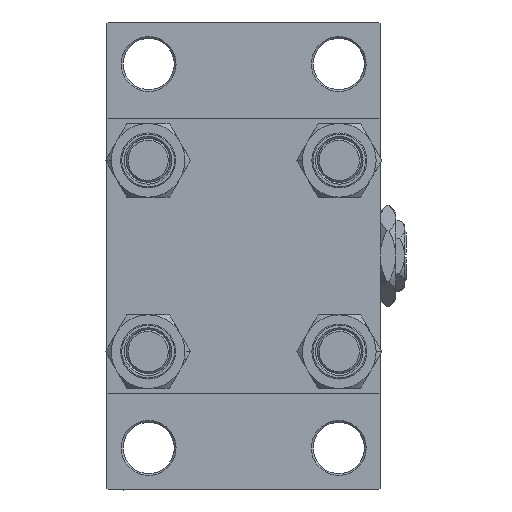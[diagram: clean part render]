
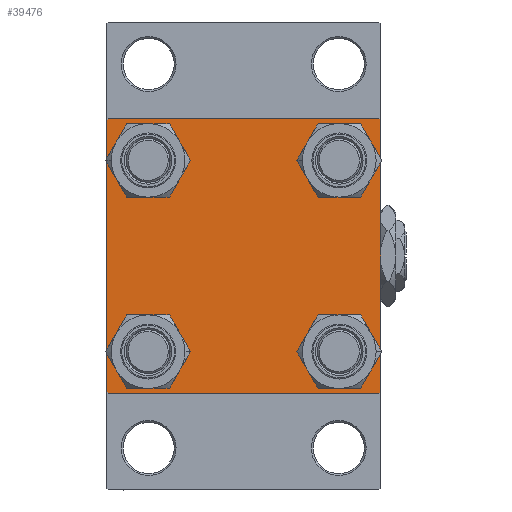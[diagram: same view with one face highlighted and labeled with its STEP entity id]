
A CAD part, left-side view. The second image highlights one B-rep face of the part: STEP entity #39476.
In plain terms, the highlighted planar face has unit normal (-1, 0, 0).
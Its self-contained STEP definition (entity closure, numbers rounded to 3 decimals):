
#3 = DIRECTION ( 'NONE',  ( 0., -1., 0. ) ) ;
#499 = LINE ( 'NONE', #7769, #36634 ) ;
#784 = ORIENTED_EDGE ( 'NONE', *, *, #41487, .T. ) ;
#999 = CARTESIAN_POINT ( 'NONE',  ( 0., -26.15, -32.65 ) ) ;
#1355 = DIRECTION ( 'NONE',  ( 1., 0., 0. ) ) ;
#1371 = CIRCLE ( 'NONE', #2179, 6.5 ) ;
#2179 = AXIS2_PLACEMENT_3D ( 'NONE', #7294, #14825, #15557 ) ;
#2221 = CARTESIAN_POINT ( 'NONE',  ( 0., 37.5, -37. ) ) ;
#2398 = CARTESIAN_POINT ( 'NONE',  ( 0., -26.15, 26.15 ) ) ;
#2845 = VERTEX_POINT ( 'NONE', #17351 ) ;
#3101 = EDGE_LOOP ( 'NONE', ( #42268, #49451 ) ) ;
#3130 = CARTESIAN_POINT ( 'NONE',  ( 0., 37., -37.5 ) ) ;
#3271 = EDGE_LOOP ( 'NONE', ( #15275, #26565 ) ) ;
#3477 = CARTESIAN_POINT ( 'NONE',  ( 0., -26.15, 32.65 ) ) ;
#3983 = VERTEX_POINT ( 'NONE', #3130 ) ;
#4069 = DIRECTION ( 'NONE',  ( 0., 0., 1. ) ) ;
#4199 = DIRECTION ( 'NONE',  ( 0., -1., 0. ) ) ;
#4418 = CARTESIAN_POINT ( 'NONE',  ( 0., -37.25, -37.25 ) ) ;
#4447 = EDGE_CURVE ( 'NONE', #2845, #48989, #4547, .T. ) ;
#4547 = LINE ( 'NONE', #31361, #22627 ) ;
#4644 = DIRECTION ( 'NONE',  ( 1., 0., 0. ) ) ;
#5158 = VERTEX_POINT ( 'NONE', #38131 ) ;
#5351 = CARTESIAN_POINT ( 'NONE',  ( 0., 26.15, 26.15 ) ) ;
#5905 = FACE_OUTER_BOUND ( 'NONE', #40514, .T. ) ;
#6078 = VECTOR ( 'NONE', #3, 1000. ) ;
#6391 = VERTEX_POINT ( 'NONE', #36413 ) ;
#6403 = DIRECTION ( 'NONE',  ( 0., 0., 1. ) ) ;
#6966 = VERTEX_POINT ( 'NONE', #999 ) ;
#7193 = EDGE_LOOP ( 'NONE', ( #7725, #45631 ) ) ;
#7229 = ORIENTED_EDGE ( 'NONE', *, *, #40333, .T. ) ;
#7294 = CARTESIAN_POINT ( 'NONE',  ( 0., 26.15, -26.15 ) ) ;
#7621 = ORIENTED_EDGE ( 'NONE', *, *, #9932, .T. ) ;
#7723 = CARTESIAN_POINT ( 'NONE',  ( 0., 37.5, 37.5 ) ) ;
#7725 = ORIENTED_EDGE ( 'NONE', *, *, #34330, .T. ) ;
#7769 = CARTESIAN_POINT ( 'NONE',  ( 0., 37.25, -37.25 ) ) ;
#7828 = AXIS2_PLACEMENT_3D ( 'NONE', #5351, #1355, #17387 ) ;
#7872 = CARTESIAN_POINT ( 'NONE',  ( 0., -37.25, 37.25 ) ) ;
#7959 = CARTESIAN_POINT ( 'NONE',  ( 0., -26.15, -26.15 ) ) ;
#7973 = CARTESIAN_POINT ( 'NONE',  ( 0., 37.5, 37.5 ) ) ;
#8307 = ORIENTED_EDGE ( 'NONE', *, *, #32242, .T. ) ;
#9247 = CARTESIAN_POINT ( 'NONE',  ( 0., 26.15, -32.65 ) ) ;
#9846 = CIRCLE ( 'NONE', #17869, 6.5 ) ;
#9932 = EDGE_CURVE ( 'NONE', #37648, #19185, #12428, .T. ) ;
#10172 = CARTESIAN_POINT ( 'NONE',  ( 0., 0., 0. ) ) ;
#10624 = CARTESIAN_POINT ( 'NONE',  ( 0., -37.5, -37. ) ) ;
#10750 = DIRECTION ( 'NONE',  ( 0., 0., -1. ) ) ;
#10843 = CIRCLE ( 'NONE', #42030, 6.5 ) ;
#11633 = LINE ( 'NONE', #7872, #43077 ) ;
#11900 = CARTESIAN_POINT ( 'NONE',  ( 0., -37., -37.5 ) ) ;
#11954 = DIRECTION ( 'NONE',  ( 0., 0.707, -0.707 ) ) ;
#12428 = CIRCLE ( 'NONE', #15608, 6.5 ) ;
#14825 = DIRECTION ( 'NONE',  ( 1., 0., 0. ) ) ;
#14873 = EDGE_CURVE ( 'NONE', #19185, #37648, #18093, .T. ) ;
#14976 = DIRECTION ( 'NONE',  ( 0., -0.707, 0.707 ) ) ;
#15275 = ORIENTED_EDGE ( 'NONE', *, *, #38959, .T. ) ;
#15557 = DIRECTION ( 'NONE',  ( 0., 0., 1. ) ) ;
#15608 = AXIS2_PLACEMENT_3D ( 'NONE', #29721, #21725, #4069 ) ;
#16855 = ORIENTED_EDGE ( 'NONE', *, *, #14873, .T. ) ;
#16953 = CARTESIAN_POINT ( 'NONE',  ( 0., 37.5, -37.5 ) ) ;
#17263 = VECTOR ( 'NONE', #11954, 1000. ) ;
#17351 = CARTESIAN_POINT ( 'NONE',  ( 0., -37.5, 37. ) ) ;
#17387 = DIRECTION ( 'NONE',  ( 0., 0., 1. ) ) ;
#17869 = AXIS2_PLACEMENT_3D ( 'NONE', #29623, #33364, #48626 ) ;
#17944 = DIRECTION ( 'NONE',  ( 1., 0., 0. ) ) ;
#17981 = VECTOR ( 'NONE', #10750, 1000. ) ;
#18093 = CIRCLE ( 'NONE', #43648, 6.5 ) ;
#18097 = EDGE_CURVE ( 'NONE', #30378, #6391, #1371, .T. ) ;
#19185 = VERTEX_POINT ( 'NONE', #3477 ) ;
#20151 = DIRECTION ( 'NONE',  ( 0., 0.707, 0.707 ) ) ;
#20217 = VERTEX_POINT ( 'NONE', #24036 ) ;
#20449 = CARTESIAN_POINT ( 'NONE',  ( 0., 26.15, 26.15 ) ) ;
#20660 = AXIS2_PLACEMENT_3D ( 'NONE', #10172, #21462, #28474 ) ;
#20721 = LINE ( 'NONE', #16953, #6078 ) ;
#21085 = VECTOR ( 'NONE', #4199, 1000. ) ;
#21283 = DIRECTION ( 'NONE',  ( 0., 0., 1. ) ) ;
#21462 = DIRECTION ( 'NONE',  ( -1., 0., 0. ) ) ;
#21709 = FACE_BOUND ( 'NONE', #3271, .T. ) ;
#21725 = DIRECTION ( 'NONE',  ( 1., 0., 0. ) ) ;
#21848 = EDGE_LOOP ( 'NONE', ( #16855, #7621 ) ) ;
#22392 = ORIENTED_EDGE ( 'NONE', *, *, #4447, .F. ) ;
#22627 = VECTOR ( 'NONE', #34845, 1000. ) ;
#22779 = EDGE_CURVE ( 'NONE', #6391, #30378, #9846, .T. ) ;
#23303 = DIRECTION ( 'NONE',  ( 0., -0.707, -0.707 ) ) ;
#23595 = CARTESIAN_POINT ( 'NONE',  ( 0., 26.15, 19.65 ) ) ;
#23762 = AXIS2_PLACEMENT_3D ( 'NONE', #7959, #38257, #31750 ) ;
#24036 = CARTESIAN_POINT ( 'NONE',  ( 0., -26.15, -19.65 ) ) ;
#24231 = LINE ( 'NONE', #46485, #17263 ) ;
#25276 = EDGE_CURVE ( 'NONE', #32753, #27812, #45528, .T. ) ;
#25570 = CARTESIAN_POINT ( 'NONE',  ( 0., 26.15, 32.65 ) ) ;
#26332 = EDGE_CURVE ( 'NONE', #5158, #40101, #42271, .T. ) ;
#26565 = ORIENTED_EDGE ( 'NONE', *, *, #26696, .T. ) ;
#26696 = EDGE_CURVE ( 'NONE', #37543, #41104, #46643, .T. ) ;
#26736 = LINE ( 'NONE', #4418, #35920 ) ;
#27035 = CIRCLE ( 'NONE', #7828, 6.5 ) ;
#27761 = CIRCLE ( 'NONE', #23762, 6.5 ) ;
#27812 = VERTEX_POINT ( 'NONE', #2221 ) ;
#28474 = DIRECTION ( 'NONE',  ( 0., 0., 1. ) ) ;
#29623 = CARTESIAN_POINT ( 'NONE',  ( 0., 26.15, -26.15 ) ) ;
#29721 = CARTESIAN_POINT ( 'NONE',  ( 0., -26.15, 26.15 ) ) ;
#30378 = VERTEX_POINT ( 'NONE', #9247 ) ;
#31308 = EDGE_CURVE ( 'NONE', #6966, #20217, #10843, .T. ) ;
#31361 = CARTESIAN_POINT ( 'NONE',  ( 0., -37.5, 37.5 ) ) ;
#31435 = EDGE_CURVE ( 'NONE', #5158, #32753, #24231, .T. ) ;
#31679 = VERTEX_POINT ( 'NONE', #11900 ) ;
#31750 = DIRECTION ( 'NONE',  ( 0., 0., 1. ) ) ;
#32242 = EDGE_CURVE ( 'NONE', #3983, #31679, #20721, .T. ) ;
#32753 = VERTEX_POINT ( 'NONE', #48650 ) ;
#32951 = FACE_BOUND ( 'NONE', #21848, .T. ) ;
#33203 = PLANE ( 'NONE',  #20660 ) ;
#33364 = DIRECTION ( 'NONE',  ( 1., 0., 0. ) ) ;
#34330 = EDGE_CURVE ( 'NONE', #20217, #6966, #27761, .T. ) ;
#34684 = ORIENTED_EDGE ( 'NONE', *, *, #42215, .T. ) ;
#34845 = DIRECTION ( 'NONE',  ( 0., 0., -1. ) ) ;
#35688 = DIRECTION ( 'NONE',  ( 0., 0., 1. ) ) ;
#35920 = VECTOR ( 'NONE', #14976, 1000. ) ;
#36413 = CARTESIAN_POINT ( 'NONE',  ( 0., 26.15, -19.65 ) ) ;
#36634 = VECTOR ( 'NONE', #23303, 1000. ) ;
#36643 = ORIENTED_EDGE ( 'NONE', *, *, #26332, .F. ) ;
#36769 = DIRECTION ( 'NONE',  ( 1., 0., 0. ) ) ;
#36952 = FACE_BOUND ( 'NONE', #3101, .T. ) ;
#37044 = AXIS2_PLACEMENT_3D ( 'NONE', #20449, #4644, #35688 ) ;
#37543 = VERTEX_POINT ( 'NONE', #23595 ) ;
#37648 = VERTEX_POINT ( 'NONE', #47836 ) ;
#38131 = CARTESIAN_POINT ( 'NONE',  ( 0., 37., 37.5 ) ) ;
#38257 = DIRECTION ( 'NONE',  ( 1., 0., 0. ) ) ;
#38959 = EDGE_CURVE ( 'NONE', #41104, #37543, #27035, .T. ) ;
#39476 = ADVANCED_FACE ( 'NONE', ( #32951, #48214, #36952, #21709, #5905 ), #33203, .T. ) ;
#40101 = VERTEX_POINT ( 'NONE', #40601 ) ;
#40333 = EDGE_CURVE ( 'NONE', #27812, #3983, #499, .T. ) ;
#40514 = EDGE_LOOP ( 'NONE', ( #41087, #7229, #8307, #34684, #22392, #784, #36643, #48585 ) ) ;
#40601 = CARTESIAN_POINT ( 'NONE',  ( 0., -37., 37.5 ) ) ;
#41087 = ORIENTED_EDGE ( 'NONE', *, *, #25276, .T. ) ;
#41104 = VERTEX_POINT ( 'NONE', #25570 ) ;
#41487 = EDGE_CURVE ( 'NONE', #2845, #40101, #11633, .T. ) ;
#42030 = AXIS2_PLACEMENT_3D ( 'NONE', #43793, #36769, #21283 ) ;
#42215 = EDGE_CURVE ( 'NONE', #31679, #48989, #26736, .T. ) ;
#42268 = ORIENTED_EDGE ( 'NONE', *, *, #22779, .T. ) ;
#42271 = LINE ( 'NONE', #7973, #21085 ) ;
#43077 = VECTOR ( 'NONE', #20151, 1000. ) ;
#43648 = AXIS2_PLACEMENT_3D ( 'NONE', #2398, #17944, #6403 ) ;
#43793 = CARTESIAN_POINT ( 'NONE',  ( 0., -26.15, -26.15 ) ) ;
#45528 = LINE ( 'NONE', #7723, #17981 ) ;
#45631 = ORIENTED_EDGE ( 'NONE', *, *, #31308, .T. ) ;
#46485 = CARTESIAN_POINT ( 'NONE',  ( 0., 37.25, 37.25 ) ) ;
#46643 = CIRCLE ( 'NONE', #37044, 6.5 ) ;
#47836 = CARTESIAN_POINT ( 'NONE',  ( 0., -26.15, 19.65 ) ) ;
#48214 = FACE_BOUND ( 'NONE', #7193, .T. ) ;
#48585 = ORIENTED_EDGE ( 'NONE', *, *, #31435, .T. ) ;
#48626 = DIRECTION ( 'NONE',  ( 0., 0., 1. ) ) ;
#48650 = CARTESIAN_POINT ( 'NONE',  ( 0., 37.5, 37. ) ) ;
#48989 = VERTEX_POINT ( 'NONE', #10624 ) ;
#49451 = ORIENTED_EDGE ( 'NONE', *, *, #18097, .T. ) ;
